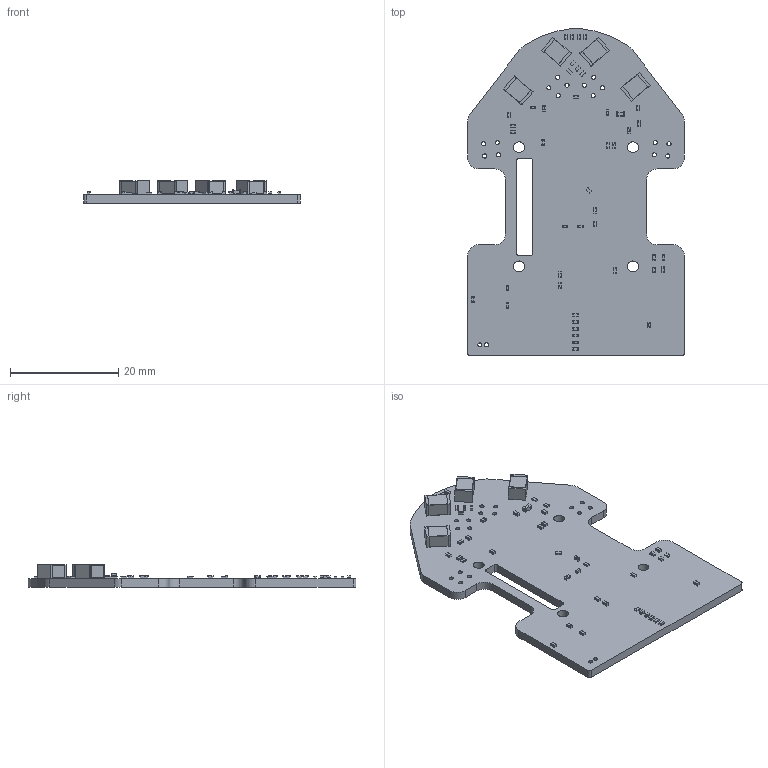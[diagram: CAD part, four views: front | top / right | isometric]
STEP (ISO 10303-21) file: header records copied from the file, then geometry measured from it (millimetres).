
FILE_DESCRIPTION(('KiCad electronic assembly'),'2;1');
FILE_NAME('gekko.step','2019-11-07T14:24:46',('An Author'),('A Company') ,'Open CASCADE STEP processor 6.9','KiCad to STEP converter','Unknown' );
FILE_SCHEMA(('AUTOMOTIVE_DESIGN { 1 0 10303 214 1 1 1 1 }'));
Length unit declared in the file: millimetre
Products named in the file (12): Open CASCADE STEP translator 6.9 1; C_1812_4532Metric; SOLID; L_0603_1608Metric; C_0402_1005Metric; R_0402_1005Metric; LED_0402_1005Metric; COMPOUND
Assembly tree (54 placements, depth 3):
  Open CASCADE STEP translator 6.9 1
    C_1812_4532Metric  x4
      SOLID
    L_0603_1608Metric
      SOLID
    C_0402_1005Metric  x17
      SOLID
    R_0402_1005Metric  x21
      SOLID
    LED_0402_1005Metric  x5
      SOLID
    COMPOUND
Bounding box: 40 x 60.49 x 4.15 mm (x, y, z)
Volume: 3224.2 mm3; surface area: 4716.9 mm2
Topology: 49 solids, 49 shells, 1474 faces, 3857 edges, 2530 vertices
Faces by surface type: plane 959, cylinder 515
Full cylindrical faces by diameter (mm): 0.762 x18, 2 x4
Entity records: 16677 total; most frequent: CARTESIAN_POINT 2774, DIRECTION 2483, LINE 1411, VECTOR 1411, ORIENTED_EDGE 1194, PCURVE 1194, DEFINITIONAL_REPRESENTATION 1194, EDGE_CURVE 597
